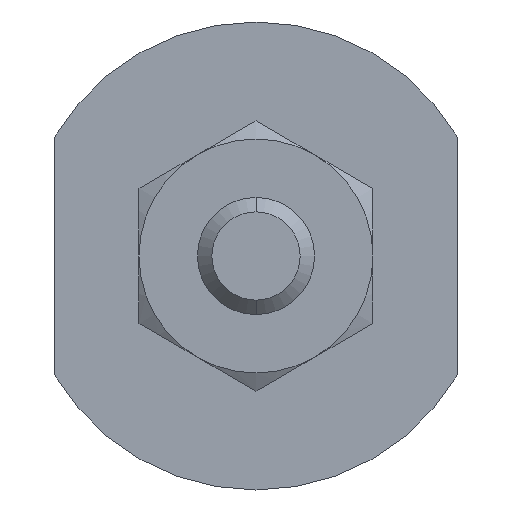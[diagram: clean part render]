
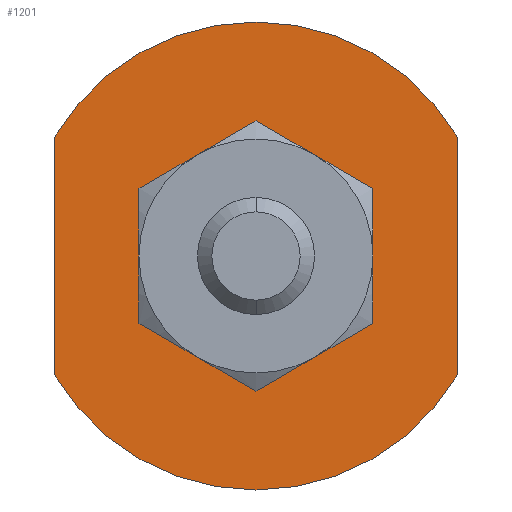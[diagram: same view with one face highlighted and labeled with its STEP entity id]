
A CAD part, front view. The second image highlights one B-rep face of the part: STEP entity #1201.
In plain terms, the highlighted planar face has unit normal (0, -1, 0).
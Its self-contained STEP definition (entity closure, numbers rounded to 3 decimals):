
#30 = DIRECTION ( 'NONE',  ( 0., -1., 0. ) ) ;
#51 = AXIS2_PLACEMENT_3D ( 'NONE', #500, #30, #506 ) ;
#59 = VERTEX_POINT ( 'NONE', #1262 ) ;
#61 = AXIS2_PLACEMENT_3D ( 'NONE', #490, #1357, #1486 ) ;
#72 = VERTEX_POINT ( 'NONE', #1393 ) ;
#129 = CARTESIAN_POINT ( 'NONE',  ( 3.445, -8.5, 0. ) ) ;
#140 = DIRECTION ( 'NONE',  ( 0., -1., 0. ) ) ;
#160 = CARTESIAN_POINT ( 'NONE',  ( 3.445, -8.5, 2.033 ) ) ;
#217 = CARTESIAN_POINT ( 'NONE',  ( -3.445, -8.5, -2.033 ) ) ;
#289 = LINE ( 'NONE', #399, #1584 ) ;
#292 = CARTESIAN_POINT ( 'NONE',  ( -3.445, -8.5, 2.033 ) ) ;
#294 = EDGE_CURVE ( 'NONE', #1126, #1031, #1304, .T. ) ;
#396 = DIRECTION ( 'NONE',  ( 0., -1., 0. ) ) ;
#399 = CARTESIAN_POINT ( 'NONE',  ( -3.445, -8.5, 0. ) ) ;
#438 = CARTESIAN_POINT ( 'NONE',  ( 3.445, -8.5, -2.033 ) ) ;
#462 = ORIENTED_EDGE ( 'NONE', *, *, #644, .F. ) ;
#468 = ORIENTED_EDGE ( 'NONE', *, *, #294, .T. ) ;
#481 = EDGE_CURVE ( 'NONE', #852, #1031, #572, .T. ) ;
#490 = CARTESIAN_POINT ( 'NONE',  ( 4., -8.5, 0. ) ) ;
#500 = CARTESIAN_POINT ( 'NONE',  ( 0., -8.5, 0. ) ) ;
#506 = DIRECTION ( 'NONE',  ( 0., 0., -1. ) ) ;
#549 = FACE_BOUND ( 'NONE', #1504, .T. ) ;
#561 = DIRECTION ( 'NONE',  ( 0., 0., -1. ) ) ;
#572 = LINE ( 'NONE', #129, #824 ) ;
#610 = DIRECTION ( 'NONE',  ( 0., 0., -1. ) ) ;
#644 = EDGE_CURVE ( 'NONE', #1126, #891, #289, .T. ) ;
#653 = DIRECTION ( 'NONE',  ( 0., 0., 1. ) ) ;
#668 = CIRCLE ( 'NONE', #1583, 1. ) ;
#719 = AXIS2_PLACEMENT_3D ( 'NONE', #1258, #396, #1386 ) ;
#736 = PLANE ( 'NONE',  #61 ) ;
#770 = DIRECTION ( 'NONE',  ( 0., 0., -1. ) ) ;
#824 = VECTOR ( 'NONE', #610, 1000. ) ;
#852 = VERTEX_POINT ( 'NONE', #160 ) ;
#884 = CIRCLE ( 'NONE', #719, 1. ) ;
#891 = VERTEX_POINT ( 'NONE', #292 ) ;
#897 = ORIENTED_EDGE ( 'NONE', *, *, #1387, .F. ) ;
#942 = CARTESIAN_POINT ( 'NONE',  ( 0., -8.5, 0. ) ) ;
#955 = DIRECTION ( 'NONE',  ( 0., -1., 0. ) ) ;
#1019 = CIRCLE ( 'NONE', #51, 4. ) ;
#1031 = VERTEX_POINT ( 'NONE', #438 ) ;
#1126 = VERTEX_POINT ( 'NONE', #217 ) ;
#1130 = ORIENTED_EDGE ( 'NONE', *, *, #1376, .F. ) ;
#1138 = FACE_OUTER_BOUND ( 'NONE', #1527, .T. ) ;
#1155 = CARTESIAN_POINT ( 'NONE',  ( 0., -8.5, 0. ) ) ;
#1201 = ADVANCED_FACE ( 'NONE', ( #549, #1138 ), #736, .F. ) ;
#1258 = CARTESIAN_POINT ( 'NONE',  ( 0., -8.5, 0. ) ) ;
#1262 = CARTESIAN_POINT ( 'NONE',  ( 1., -8.5, 0. ) ) ;
#1304 = CIRCLE ( 'NONE', #1567, 4. ) ;
#1320 = ORIENTED_EDGE ( 'NONE', *, *, #1379, .T. ) ;
#1357 = DIRECTION ( 'NONE',  ( 0., 1., 0. ) ) ;
#1376 = EDGE_CURVE ( 'NONE', #59, #72, #668, .T. ) ;
#1379 = EDGE_CURVE ( 'NONE', #852, #891, #1019, .T. ) ;
#1386 = DIRECTION ( 'NONE',  ( 0., 0., -1. ) ) ;
#1387 = EDGE_CURVE ( 'NONE', #72, #59, #884, .T. ) ;
#1393 = CARTESIAN_POINT ( 'NONE',  ( -1., -8.5, 0. ) ) ;
#1486 = DIRECTION ( 'NONE',  ( 0., 0., 1. ) ) ;
#1504 = EDGE_LOOP ( 'NONE', ( #1130, #897 ) ) ;
#1527 = EDGE_LOOP ( 'NONE', ( #1580, #1320, #462, #468 ) ) ;
#1567 = AXIS2_PLACEMENT_3D ( 'NONE', #942, #955, #561 ) ;
#1580 = ORIENTED_EDGE ( 'NONE', *, *, #481, .F. ) ;
#1583 = AXIS2_PLACEMENT_3D ( 'NONE', #1155, #140, #770 ) ;
#1584 = VECTOR ( 'NONE', #653, 1000. ) ;
